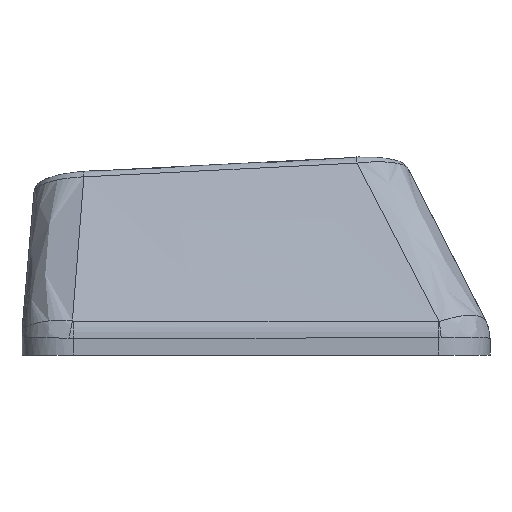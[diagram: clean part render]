
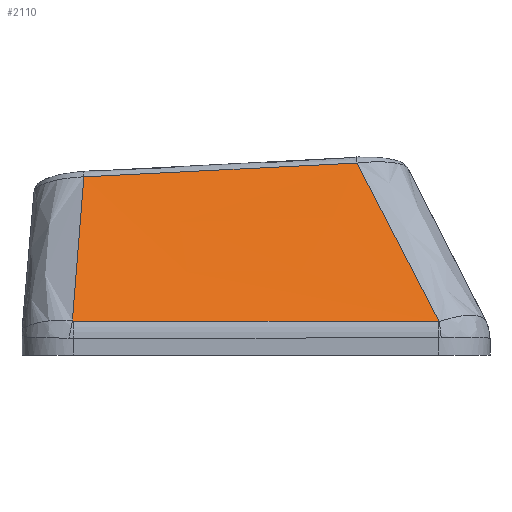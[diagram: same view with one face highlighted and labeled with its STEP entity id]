
A CAD part, left-side view. The second image highlights one B-rep face of the part: STEP entity #2110.
In plain terms, the highlighted free-form (B-spline) face has degree [3, 3] with [4, 4] control points.
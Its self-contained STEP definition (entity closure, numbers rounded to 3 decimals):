
#40=B_SPLINE_SURFACE_WITH_KNOTS('',3,3,((#5095,#5096,#5097,#5098),(#5099,
#5100,#5101,#5102),(#5103,#5104,#5105,#5106),(#5107,#5108,#5109,#5110)),
 .UNSPECIFIED.,.F.,.F.,.F.,(4,4),(4,4),(0.107,0.899),
(0.045,0.956),.UNSPECIFIED.);
#222=FACE_OUTER_BOUND('',#326,.T.);
#326=EDGE_LOOP('',(#1863,#1864,#1865,#1866,#1867,#1868));
#660=B_SPLINE_CURVE_WITH_KNOTS('',3,(#4527,#4528,#4529,#4530),
 .UNSPECIFIED.,.F.,.F.,(4,4),(0.,0.003),
 .UNSPECIFIED.);
#661=B_SPLINE_CURVE_WITH_KNOTS('',3,(#4548,#4549,#4550,#4551),
 .UNSPECIFIED.,.F.,.F.,(4,4),(-1.416,0.),.UNSPECIFIED.);
#664=B_SPLINE_CURVE_WITH_KNOTS('',3,(#4581,#4582,#4583,#4584),
 .UNSPECIFIED.,.F.,.F.,(4,4),(0.,0.004),.UNSPECIFIED.);
#675=B_SPLINE_CURVE_WITH_KNOTS('',3,(#4812,#4813,#4814,#4815),
 .UNSPECIFIED.,.F.,.F.,(4,4),(0.037,0.785),
 .UNSPECIFIED.);
#683=B_SPLINE_CURVE_WITH_KNOTS('',3,(#5035,#5036,#5037,#5038),
 .UNSPECIFIED.,.F.,.F.,(4,4),(0.,1.061),.UNSPECIFIED.);
#686=B_SPLINE_CURVE_WITH_KNOTS('',3,(#5111,#5112,#5113,#5114),
 .UNSPECIFIED.,.F.,.F.,(4,4),(-0.661,-0.033),
 .UNSPECIFIED.);
#928=VERTEX_POINT('',#4489);
#930=VERTEX_POINT('',#4520);
#932=VERTEX_POINT('',#4547);
#934=VERTEX_POINT('',#4574);
#950=VERTEX_POINT('',#4805);
#955=VERTEX_POINT('',#5033);
#1227=EDGE_CURVE('',#928,#930,#660,.T.);
#1228=EDGE_CURVE('',#930,#932,#661,.T.);
#1233=EDGE_CURVE('',#932,#934,#664,.T.);
#1259=EDGE_CURVE('',#950,#928,#675,.T.);
#1274=EDGE_CURVE('',#955,#950,#683,.T.);
#1278=EDGE_CURVE('',#934,#955,#686,.T.);
#1863=ORIENTED_EDGE('',*,*,#1227,.F.);
#1864=ORIENTED_EDGE('',*,*,#1259,.F.);
#1865=ORIENTED_EDGE('',*,*,#1274,.F.);
#1866=ORIENTED_EDGE('',*,*,#1278,.F.);
#1867=ORIENTED_EDGE('',*,*,#1233,.F.);
#1868=ORIENTED_EDGE('',*,*,#1228,.F.);
#2110=ADVANCED_FACE('',(#222),#40,.F.);
#4489=CARTESIAN_POINT('',(-8.943,-7.107,0.299));
#4520=CARTESIAN_POINT('',(-8.944,-7.079,0.298));
#4527=CARTESIAN_POINT('Ctrl Pts',(-8.943,-7.107,0.299));
#4528=CARTESIAN_POINT('Ctrl Pts',(-8.944,-7.098,0.298));
#4529=CARTESIAN_POINT('Ctrl Pts',(-8.944,-7.088,0.298));
#4530=CARTESIAN_POINT('Ctrl Pts',(-8.944,-7.079,0.298));
#4547=CARTESIAN_POINT('',(-8.921,7.082,0.318));
#4548=CARTESIAN_POINT('Ctrl Pts',(-8.944,-7.079,0.298));
#4549=CARTESIAN_POINT('Ctrl Pts',(-8.937,-2.359,0.304));
#4550=CARTESIAN_POINT('Ctrl Pts',(-8.929,2.361,0.311));
#4551=CARTESIAN_POINT('Ctrl Pts',(-8.921,7.082,0.318));
#4574=CARTESIAN_POINT('',(-8.919,7.125,0.322));
#4581=CARTESIAN_POINT('Ctrl Pts',(-8.921,7.082,0.318));
#4582=CARTESIAN_POINT('Ctrl Pts',(-8.921,7.096,0.318));
#4583=CARTESIAN_POINT('Ctrl Pts',(-8.92,7.111,0.319));
#4584=CARTESIAN_POINT('Ctrl Pts',(-8.919,7.125,0.322));
#4805=CARTESIAN_POINT('',(-6.11,-3.922,6.452));
#4812=CARTESIAN_POINT('Ctrl Pts',(-6.11,-3.922,6.452));
#4813=CARTESIAN_POINT('Ctrl Pts',(-7.057,-4.986,4.403));
#4814=CARTESIAN_POINT('Ctrl Pts',(-8.001,-6.047,2.351));
#4815=CARTESIAN_POINT('Ctrl Pts',(-8.943,-7.107,0.299));
#5033=CARTESIAN_POINT('',(-6.116,6.678,5.915));
#5035=CARTESIAN_POINT('Ctrl Pts',(-6.116,6.678,5.915));
#5036=CARTESIAN_POINT('Ctrl Pts',(-6.114,3.145,6.093));
#5037=CARTESIAN_POINT('Ctrl Pts',(-6.112,-0.389,
6.272));
#5038=CARTESIAN_POINT('Ctrl Pts',(-6.11,-3.922,6.452));
#5095=CARTESIAN_POINT('Ctrl Pts',(-6.11,7.033,5.91));
#5096=CARTESIAN_POINT('Ctrl Pts',(-7.054,7.064,4.031));
#5097=CARTESIAN_POINT('Ctrl Pts',(-7.999,7.095,2.151));
#5098=CARTESIAN_POINT('Ctrl Pts',(-8.944,7.126,0.272));
#5099=CARTESIAN_POINT('Ctrl Pts',(-6.11,3.257,6.097));
#5100=CARTESIAN_POINT('Ctrl Pts',(-7.054,2.965,4.158));
#5101=CARTESIAN_POINT('Ctrl Pts',(-7.999,2.673,2.219));
#5102=CARTESIAN_POINT('Ctrl Pts',(-8.944,2.382,0.28));
#5103=CARTESIAN_POINT('Ctrl Pts',(-6.11,-0.519,
6.283));
#5104=CARTESIAN_POINT('Ctrl Pts',(-7.054,-1.133,4.285));
#5105=CARTESIAN_POINT('Ctrl Pts',(-7.999,-1.748,2.287));
#5106=CARTESIAN_POINT('Ctrl Pts',(-8.944,-2.363,0.289));
#5107=CARTESIAN_POINT('Ctrl Pts',(-6.11,-4.295,6.47));
#5108=CARTESIAN_POINT('Ctrl Pts',(-7.054,-5.232,4.413));
#5109=CARTESIAN_POINT('Ctrl Pts',(-7.999,-6.17,2.355));
#5110=CARTESIAN_POINT('Ctrl Pts',(-8.944,-7.107,0.298));
#5111=CARTESIAN_POINT('Ctrl Pts',(-8.919,7.125,0.322));
#5112=CARTESIAN_POINT('Ctrl Pts',(-7.982,6.973,2.185));
#5113=CARTESIAN_POINT('Ctrl Pts',(-7.048,6.824,4.049));
#5114=CARTESIAN_POINT('Ctrl Pts',(-6.116,6.678,5.915));
